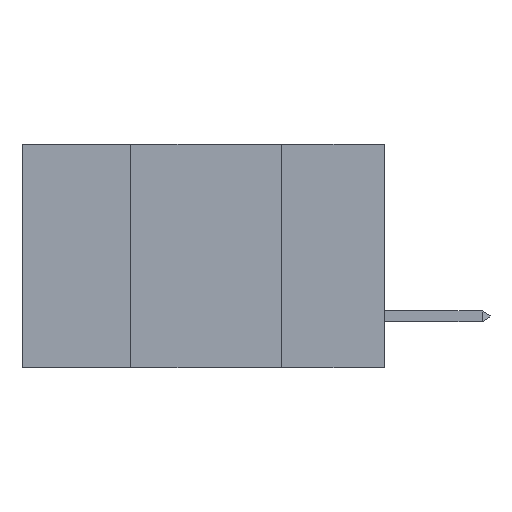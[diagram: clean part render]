
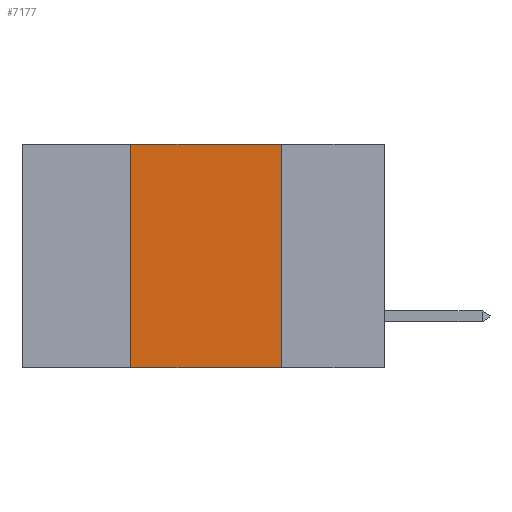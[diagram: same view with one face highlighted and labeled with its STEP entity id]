
A CAD part, left-side view. The second image highlights one B-rep face of the part: STEP entity #7177.
In plain terms, the highlighted planar face has unit normal (-1, 0, 0).
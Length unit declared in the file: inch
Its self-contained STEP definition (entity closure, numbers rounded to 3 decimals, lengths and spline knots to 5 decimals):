
#120 = CARTESIAN_POINT ( 'NONE',  ( 0., 0.6, 0. ) ) ;
#129 = EDGE_CURVE ( 'NONE', #10953, #10791, #3734, .T. ) ;
#187 = DIRECTION ( 'NONE',  ( 0., 0., 1. ) ) ;
#791 = DIRECTION ( 'NONE',  ( 0., 0., -1. ) ) ;
#1114 = PLANE ( 'NONE',  #4036 ) ;
#1371 = CARTESIAN_POINT ( 'NONE',  ( 0., 0.42, -0.37 ) ) ;
#1402 = CARTESIAN_POINT ( 'NONE',  ( 0., 0.17, 0. ) ) ;
#1541 = LINE ( 'NONE', #9340, #10520 ) ;
#2059 = DIRECTION ( 'NONE',  ( 0., 0., -1. ) ) ;
#2503 = DIRECTION ( 'NONE',  ( 0., -1., 0. ) ) ;
#2847 = ORIENTED_EDGE ( 'NONE', *, *, #129, .F. ) ;
#3364 = VECTOR ( 'NONE', #6766, 39.37008 ) ;
#3452 = CARTESIAN_POINT ( 'NONE',  ( 0., 0.6, -0.37 ) ) ;
#3734 = LINE ( 'NONE', #5697, #3364 ) ;
#4036 = AXIS2_PLACEMENT_3D ( 'NONE', #120, #8903, #2059 ) ;
#5368 = ORIENTED_EDGE ( 'NONE', *, *, #6146, .F. ) ;
#5697 = CARTESIAN_POINT ( 'NONE',  ( 0., 0.6, 0. ) ) ;
#5940 = LINE ( 'NONE', #10882, #8731 ) ;
#6125 = ORIENTED_EDGE ( 'NONE', *, *, #8539, .F. ) ;
#6142 = VERTEX_POINT ( 'NONE', #10229 ) ;
#6146 = EDGE_CURVE ( 'NONE', #10791, #6142, #1541, .T. ) ;
#6766 = DIRECTION ( 'NONE',  ( 0., -1., 0. ) ) ;
#7177 = ADVANCED_FACE ( 'NONE', ( #7822 ), #1114, .F. ) ;
#7822 = FACE_OUTER_BOUND ( 'NONE', #8289, .T. ) ;
#8289 = EDGE_LOOP ( 'NONE', ( #5368, #2847, #6125, #11283 ) ) ;
#8536 = VECTOR ( 'NONE', #2503, 39.37008 ) ;
#8539 = EDGE_CURVE ( 'NONE', #8717, #10953, #5940, .T. ) ;
#8717 = VERTEX_POINT ( 'NONE', #1371 ) ;
#8731 = VECTOR ( 'NONE', #187, 39.37008 ) ;
#8751 = EDGE_CURVE ( 'NONE', #8717, #6142, #9220, .T. ) ;
#8903 = DIRECTION ( 'NONE',  ( 1., 0., 0. ) ) ;
#9220 = LINE ( 'NONE', #3452, #8536 ) ;
#9340 = CARTESIAN_POINT ( 'NONE',  ( 0., 0.17, 0. ) ) ;
#10229 = CARTESIAN_POINT ( 'NONE',  ( 0., 0.17, -0.37 ) ) ;
#10520 = VECTOR ( 'NONE', #791, 39.37008 ) ;
#10791 = VERTEX_POINT ( 'NONE', #1402 ) ;
#10882 = CARTESIAN_POINT ( 'NONE',  ( 0., 0.42, 0. ) ) ;
#10953 = VERTEX_POINT ( 'NONE', #11480 ) ;
#11283 = ORIENTED_EDGE ( 'NONE', *, *, #8751, .T. ) ;
#11480 = CARTESIAN_POINT ( 'NONE',  ( 0., 0.42, 0. ) ) ;
